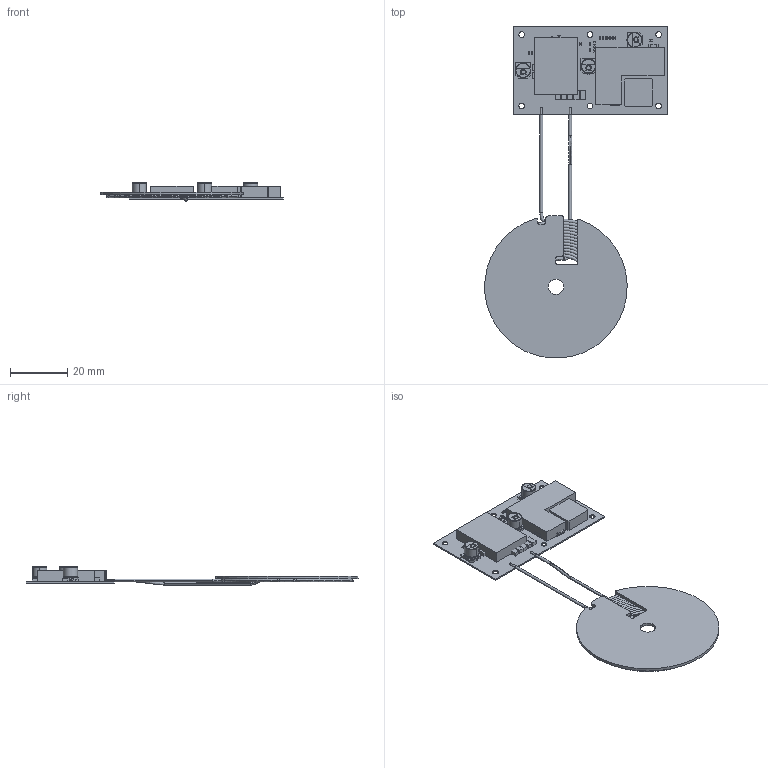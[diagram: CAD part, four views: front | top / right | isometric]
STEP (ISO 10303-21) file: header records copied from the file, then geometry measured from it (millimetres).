
FILE_DESCRIPTION((''),'2;1');
FILE_NAME('U20QR-6158B1_V1_1-20250526_1__ASM','2025-06-17T09:11:44',('刘威'),(''),'CREO PARAMETRIC BY PTC INC, 2023073','CREO PARAMETRIC BY PTC INC, 2023073','');
FILE_SCHEMA(('CONFIG_CONTROL_DESIGN','SHAPE_APPEARANCE_LAYERS_GROUPS'));
Products named in the file (213): BOARD; R1206_1; R1206_2; R1206_ASM; R7_ASM; SW3DPS-0402_SMD_RESISTOR; R6_ASM; R5_ASM; LED0603_B__RGB12305352; D3_ASM; 0402_SMD_CAPACITOR; C40_ASM; C31_ASM; EXTRUDED-37476; 1280704904_ASM; C41_ASM; C35_ASM; C34_ASM; C32_ASM; C26_ASM; R36_ASM; R31_ASM; R30_ASM; R17_ASM; R16_ASM; R2_ASM; R1_ASM; EXTRUDED-38387; 1262871176_ASM; SPHERE-38759; 1228829200_ASM; EXTRUDED-38858; 1262871040_ASM; EXTRUDED-39235; 1262870904_ASM; EXTRUDED-39607; 1262870768_ASM; EXTRUDED-39979; 1257570048_ASM; SPHERE-40446 ...
Assembly tree (374 placements, depth 5):
  U20QR-6158B1_V1_1-20250526_1__ASM
    PCB_ASM
      BOARD
      R7_ASM
        R1206_ASM
          R1206_1
          R1206_2
      R6_ASM
        SW3DPS-0402_SMD_RESISTOR
      R5_ASM
        SW3DPS-0402_SMD_RESISTOR
      D3_ASM
        LED0603_B__RGB12305352
      C40_ASM
        0402_SMD_CAPACITOR
      C31_ASM
        0402_SMD_CAPACITOR
      C41_ASM
        1280704904_ASM
          EXTRUDED-37476
      C35_ASM
        1280704904_ASM
          EXTRUDED-37476
      C34_ASM
        1280704904_ASM
          EXTRUDED-37476
      C32_ASM
        1280704904_ASM
          EXTRUDED-37476
      C26_ASM
        1280704904_ASM
          EXTRUDED-37476
      R36_ASM
        SW3DPS-0402_SMD_RESISTOR
      R31_ASM
        SW3DPS-0402_SMD_RESISTOR
      R30_ASM
        SW3DPS-0402_SMD_RESISTOR
      R17_ASM
        SW3DPS-0402_SMD_RESISTOR
      R16_ASM
        SW3DPS-0402_SMD_RESISTOR
      R2_ASM
        SW3DPS-0402_SMD_RESISTOR
      R1_ASM
        SW3DPS-0402_SMD_RESISTOR
      U6_ASM
        1262871176_ASM
          EXTRUDED-38387
        1228829200_ASM  x40
          SPHERE-38759
        1262871040_ASM
          EXTRUDED-38858
        1262870904_ASM
          EXTRUDED-39235
        1262870768_ASM
          EXTRUDED-39607
        1257570048_ASM
          EXTRUDED-39979
        1228827024_ASM
Bounding box: 63.92 x 116.39 x 6.4 mm (x, y, z)
Surface area: 15611.2 mm2 (no closed solid volume)
Topology: 0 solids, 0 shells, 6711 faces, 31297 edges, 30661 vertices
Faces by surface type: plane 3222, extrusion 1455, cylinder 1229, sphere 548, bspline 227, torus 30
Entity records: 134038 total; most frequent: CARTESIAN_POINT 50178, DIRECTION 12662, TRIMMED_CURVE 7808, VECTOR 7526, LINE 7289, COMPOSITE_CURVE_SEGMENT 6275, DEFINITIONAL_REPRESENTATION 6164, PCURVE 6164
